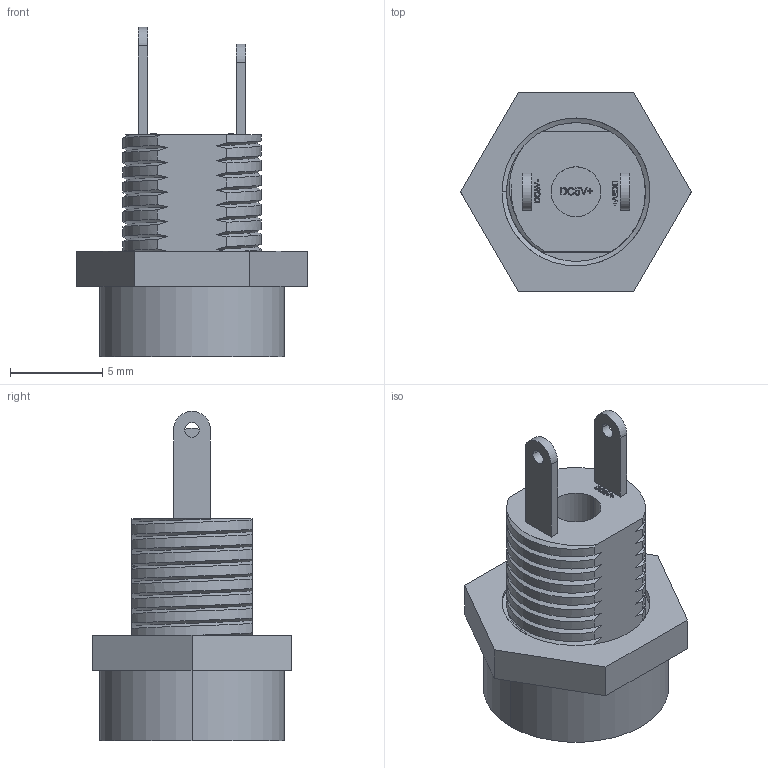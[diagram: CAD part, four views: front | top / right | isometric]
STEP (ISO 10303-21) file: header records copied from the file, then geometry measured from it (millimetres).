
FILE_DESCRIPTION((''),'2;1');
FILE_NAME('DC5V_JACK_ASM','2021-01-22T',('pc'),(''),'CREO PARAMETRIC BY PTC INC, 2014440','CREO PARAMETRIC BY PTC INC, 2014440','');
FILE_SCHEMA(('AUTOMOTIVE_DESIGN { 1 0 10303 214 1 1 1 1 }'));
Length unit declared in the file: millimetre
Products named in the file (3): DC5V_JACK; DC5V_JACK_NUTM8; DC5V_JACK_ASM
Assembly tree (2 placements, depth 2):
  DC5V_JACK_ASM
    DC5V_JACK
    DC5V_JACK_NUTM8
Bounding box: 12.47 x 10.8 x 17.8 mm (x, y, z)
Volume: 622.3 mm3; surface area: 918 mm2
Topology: 2 solids, 2 shells, 389 faces, 1077 edges, 714 vertices
Faces by surface type: extrusion 159, plane 137, bspline 48, cylinder 43, sphere 2
Entity records: 29149 total; most frequent: CARTESIAN_POINT 16687, ORIENTED_EDGE 2150, DIRECTION 1165, PRESENTATION_STYLE_ASSIGNMENT 1092, STYLED_ITEM 1077, CURVE_STYLE 1075, EDGE_CURVE 1075, VERTEX_POINT 714
